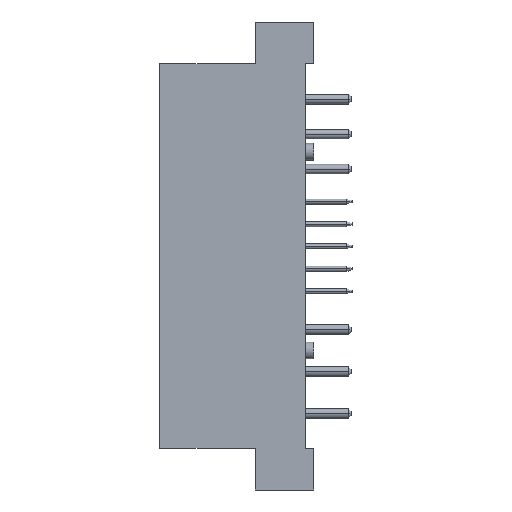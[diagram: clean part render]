
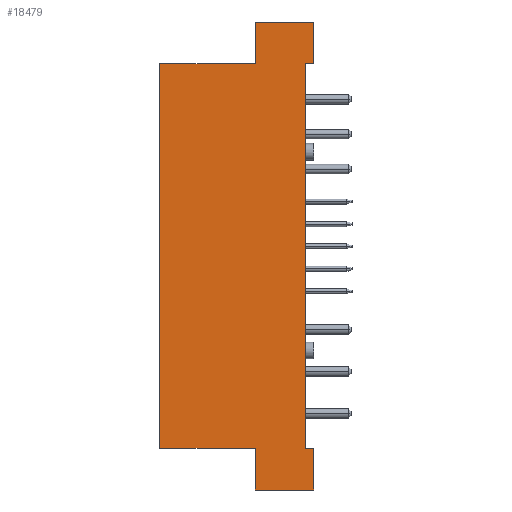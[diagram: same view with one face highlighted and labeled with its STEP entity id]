
A CAD part, left-side view. The second image highlights one B-rep face of the part: STEP entity #18479.
In plain terms, the highlighted planar face has unit normal (-1, 0, 0).
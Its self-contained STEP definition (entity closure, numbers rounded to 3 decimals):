
#3604 = DIRECTION ( 'NONE',  ( 0., -1., 0. ) ) ;
#3605 = VECTOR ( 'NONE', #3604, 1000. ) ;
#3606 = CARTESIAN_POINT ( 'NONE',  ( -6.27, 18.51, -23.16 ) ) ;
#3607 = LINE ( 'NONE', #3606, #3605 ) ;
#3608 = CARTESIAN_POINT ( 'NONE',  ( -6.27, 18.51, -23.16 ) ) ;
#3609 = DIRECTION ( 'NONE',  ( 0., 0., 1. ) ) ;
#3610 = VECTOR ( 'NONE', #3609, 1000. ) ;
#3611 = CARTESIAN_POINT ( 'NONE',  ( -6.27, 18.51, -23.16 ) ) ;
#3612 = LINE ( 'NONE', #3611, #3610 ) ;
#3733 = CARTESIAN_POINT ( 'NONE',  ( -6.27, 1.02, -23.16 ) ) ;
#3734 = DIRECTION ( 'NONE',  ( 0., 0., -1. ) ) ;
#3735 = VECTOR ( 'NONE', #3734, 1000. ) ;
#3736 = CARTESIAN_POINT ( 'NONE',  ( -6.27, 1.02, 23.16 ) ) ;
#3737 = LINE ( 'NONE', #3736, #3735 ) ;
#3738 = CARTESIAN_POINT ( 'NONE',  ( -6.27, 1.02, 23.16 ) ) ;
#3764 = CARTESIAN_POINT ( 'NONE',  ( -6.27, 0., -28.16 ) ) ;
#3765 = DIRECTION ( 'NONE',  ( 0., 0., 1. ) ) ;
#3766 = VECTOR ( 'NONE', #3765, 1000. ) ;
#3767 = CARTESIAN_POINT ( 'NONE',  ( -6.27, 0., 28.16 ) ) ;
#3768 = LINE ( 'NONE', #3767, #3766 ) ;
#3770 = CARTESIAN_POINT ( 'NONE',  ( -6.27, 0., -23.16 ) ) ;
#3893 = DIRECTION ( 'NONE',  ( 0., -1., 0. ) ) ;
#3894 = VECTOR ( 'NONE', #3893, 1000. ) ;
#3895 = CARTESIAN_POINT ( 'NONE',  ( -6.27, 7.04, -28.16 ) ) ;
#3896 = LINE ( 'NONE', #3895, #3894 ) ;
#3911 = FACE_OUTER_BOUND ( 'NONE', #18480, .T. ) ;
#3922 = CARTESIAN_POINT ( 'NONE',  ( -6.27, 7.04, 28.16 ) ) ;
#3923 = DIRECTION ( 'NONE',  ( 0., 0., 1. ) ) ;
#3924 = VECTOR ( 'NONE', #3923, 1000. ) ;
#3925 = CARTESIAN_POINT ( 'NONE',  ( -6.27, 7.04, 28.16 ) ) ;
#3926 = LINE ( 'NONE', #3925, #3924 ) ;
#3928 = CARTESIAN_POINT ( 'NONE',  ( -6.27, 7.04, 23.16 ) ) ;
#3945 = DIRECTION ( 'NONE',  ( 0., 0., 1. ) ) ;
#3946 = VECTOR ( 'NONE', #3945, 1000. ) ;
#3947 = CARTESIAN_POINT ( 'NONE',  ( -6.27, 7.04, 28.16 ) ) ;
#3948 = LINE ( 'NONE', #3947, #3946 ) ;
#3950 = CARTESIAN_POINT ( 'NONE',  ( -6.27, 7.04, -28.16 ) ) ;
#3959 = DIRECTION ( 'NONE',  ( 0., 0., -1. ) ) ;
#3960 = DIRECTION ( 'NONE',  ( 1., 0., 0. ) ) ;
#3961 = CARTESIAN_POINT ( 'NONE',  ( -6.27, 7.04, 28.16 ) ) ;
#3962 = AXIS2_PLACEMENT_3D ( 'NONE', #3961, #3960, #3959 ) ;
#3963 = PLANE ( 'NONE',  #3962 ) ;
#6432 = VERTEX_POINT ( 'NONE', #3770 ) ;
#6435 = EDGE_CURVE ( 'NONE', #6436, #6432, #3768, .T. ) ;
#6436 = VERTEX_POINT ( 'NONE', #3764 ) ;
#6460 = VERTEX_POINT ( 'NONE', #3738 ) ;
#6462 = EDGE_CURVE ( 'NONE', #6460, #6463, #3737, .T. ) ;
#6463 = VERTEX_POINT ( 'NONE', #3733 ) ;
#9185 = DIRECTION ( 'NONE',  ( 0., -1., 0. ) ) ;
#9187 = VECTOR ( 'NONE', #9185, 1000. ) ;
#9189 = CARTESIAN_POINT ( 'NONE',  ( -6.27, 7.04, 28.16 ) ) ;
#9191 = LINE ( 'NONE', #9189, #9187 ) ;
#9198 = CARTESIAN_POINT ( 'NONE',  ( -6.27, 0., 28.16 ) ) ;
#9200 = DIRECTION ( 'NONE',  ( 0., 0., 1. ) ) ;
#9202 = VECTOR ( 'NONE', #9200, 1000. ) ;
#9204 = CARTESIAN_POINT ( 'NONE',  ( -6.27, 0., 28.16 ) ) ;
#9206 = LINE ( 'NONE', #9204, #9202 ) ;
#9209 = CARTESIAN_POINT ( 'NONE',  ( -6.27, 0., 23.16 ) ) ;
#9210 = DIRECTION ( 'NONE',  ( 0., -1., 0. ) ) ;
#9211 = VECTOR ( 'NONE', #9210, 1000. ) ;
#9213 = CARTESIAN_POINT ( 'NONE',  ( -6.27, 1.02, 23.16 ) ) ;
#9214 = LINE ( 'NONE', #9213, #9211 ) ;
#9216 = DIRECTION ( 'NONE',  ( 0., -1., 0. ) ) ;
#9217 = VECTOR ( 'NONE', #9216, 1000. ) ;
#9218 = CARTESIAN_POINT ( 'NONE',  ( -6.27, 1.02, -23.16 ) ) ;
#9219 = LINE ( 'NONE', #9218, #9217 ) ;
#9270 = CARTESIAN_POINT ( 'NONE',  ( -6.27, 18.51, 23.16 ) ) ;
#9272 = DIRECTION ( 'NONE',  ( 0., -1., 0. ) ) ;
#9273 = VECTOR ( 'NONE', #9272, 1000. ) ;
#9274 = CARTESIAN_POINT ( 'NONE',  ( -6.27, 18.51, 23.16 ) ) ;
#9275 = LINE ( 'NONE', #9274, #9273 ) ;
#9692 = CARTESIAN_POINT ( 'NONE',  ( -6.27, 7.04, -23.16 ) ) ;
#18455 = ORIENTED_EDGE ( 'NONE', *, *, #18456, .F. ) ;
#18456 = EDGE_CURVE ( 'NONE', #18457, #18653, #3612, .T. ) ;
#18457 = VERTEX_POINT ( 'NONE', #3608 ) ;
#18458 = ORIENTED_EDGE ( 'NONE', *, *, #18459, .T. ) ;
#18459 = EDGE_CURVE ( 'NONE', #18457, #18749, #3607, .T. ) ;
#18460 = ORIENTED_EDGE ( 'NONE', *, *, #18488, .F. ) ;
#18461 = ORIENTED_EDGE ( 'NONE', *, *, #18462, .T. ) ;
#18462 = EDGE_CURVE ( 'NONE', #18486, #6436, #3896, .T. ) ;
#18469 = VERTEX_POINT ( 'NONE', #3928 ) ;
#18472 = EDGE_CURVE ( 'NONE', #18469, #18473, #3926, .T. ) ;
#18473 = VERTEX_POINT ( 'NONE', #3922 ) ;
#18479 = ADVANCED_FACE ( 'NONE', ( #3911 ), #3963, .F. ) ;
#18480 = EDGE_LOOP ( 'NONE', ( #18481, #18626, #18628, #18629, #18632, #18635, #18637, #18651, #18455, #18458, #18460, #18461 ) ) ;
#18481 = ORIENTED_EDGE ( 'NONE', *, *, #6435, .T. ) ;
#18486 = VERTEX_POINT ( 'NONE', #3950 ) ;
#18488 = EDGE_CURVE ( 'NONE', #18486, #18749, #3948, .T. ) ;
#18626 = ORIENTED_EDGE ( 'NONE', *, *, #18627, .F. ) ;
#18627 = EDGE_CURVE ( 'NONE', #6463, #6432, #9219, .T. ) ;
#18628 = ORIENTED_EDGE ( 'NONE', *, *, #6462, .F. ) ;
#18629 = ORIENTED_EDGE ( 'NONE', *, *, #18630, .T. ) ;
#18630 = EDGE_CURVE ( 'NONE', #6460, #18631, #9214, .T. ) ;
#18631 = VERTEX_POINT ( 'NONE', #9209 ) ;
#18632 = ORIENTED_EDGE ( 'NONE', *, *, #18633, .T. ) ;
#18633 = EDGE_CURVE ( 'NONE', #18631, #18634, #9206, .T. ) ;
#18634 = VERTEX_POINT ( 'NONE', #9198 ) ;
#18635 = ORIENTED_EDGE ( 'NONE', *, *, #18636, .F. ) ;
#18636 = EDGE_CURVE ( 'NONE', #18473, #18634, #9191, .T. ) ;
#18637 = ORIENTED_EDGE ( 'NONE', *, *, #18472, .F. ) ;
#18651 = ORIENTED_EDGE ( 'NONE', *, *, #18652, .F. ) ;
#18652 = EDGE_CURVE ( 'NONE', #18653, #18469, #9275, .T. ) ;
#18653 = VERTEX_POINT ( 'NONE', #9270 ) ;
#18749 = VERTEX_POINT ( 'NONE', #9692 ) ;
